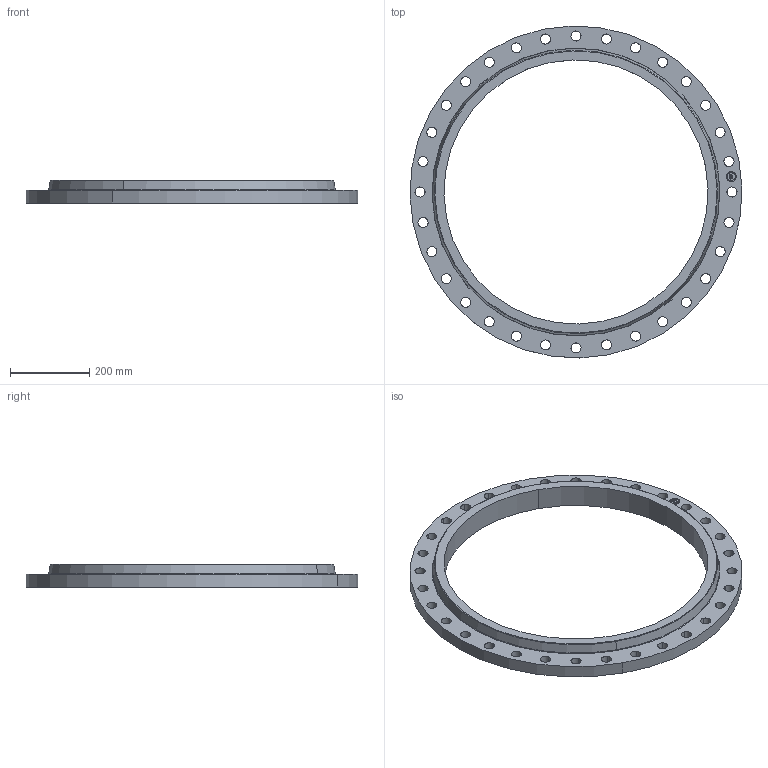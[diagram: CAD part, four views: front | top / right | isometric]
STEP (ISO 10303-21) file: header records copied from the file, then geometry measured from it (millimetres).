
FILE_DESCRIPTION(('3D STEP'),'2;1');
FILE_NAME('26-75-RF-SO-BCIS-FLANGE.stp','2013-09-15T05:29:42+00:00',('Texas Flange'),(''),'CATIA Version 5 Release 20 SP 6 (IN-10)','CATIA V5 STEP AP214','800-826-3801');
FILE_SCHEMA(('AUTOMOTIVE_DESIGN { 1 0 10303 214 1 1 1 1 }'));
Length unit declared in the file: inch
Products named in the file (1): 26-75-RF-SO-BCIS-FLANGE
Bounding box: 837.97 x 837.97 x 58.74 mm (x, y, z)
Volume: 7545620.1 mm3; surface area: 710738.3 mm2
Topology: 1 solids, 1 shells, 465 faces, 1392 edges, 916 vertices
Faces by surface type: plane 369, cylinder 90, torus 4, cone 2
Entity records: 17707 total; most frequent: ORIENTED_EDGE 2784, CARTESIAN_POINT 2702, DIRECTION 2178, EDGE_CURVE 1392, VECTOR 1136, LINE 1136, VERTEX_POINT 916, AXIS2_PLACEMENT_3D 650
